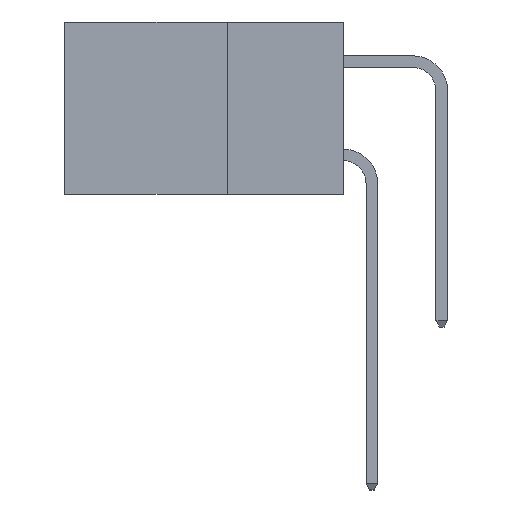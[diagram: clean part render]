
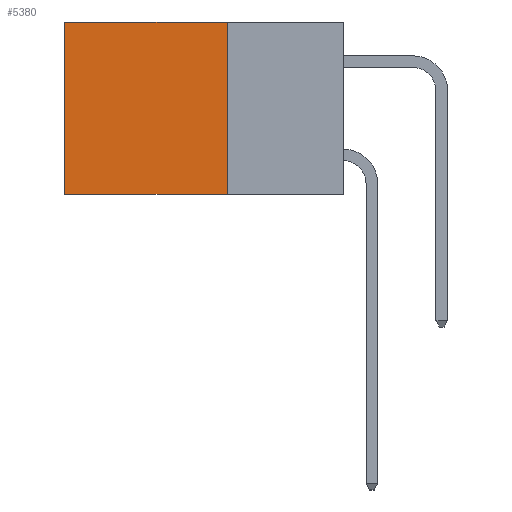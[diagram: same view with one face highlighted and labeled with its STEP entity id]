
A CAD part, left-side view. The second image highlights one B-rep face of the part: STEP entity #5380.
In plain terms, the highlighted planar face has unit normal (-1, 0, 0).
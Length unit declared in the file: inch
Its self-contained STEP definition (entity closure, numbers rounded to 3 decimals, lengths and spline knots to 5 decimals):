
#91 = ORIENTED_EDGE ( 'NONE', *, *, #3585, .T. ) ;
#176 = LINE ( 'NONE', #2259, #12172 ) ;
#182 = LINE ( 'NONE', #7937, #5597 ) ;
#1494 = AXIS2_PLACEMENT_3D ( 'NONE', #1659, #2687, #9739 ) ;
#1544 = VERTEX_POINT ( 'NONE', #10822 ) ;
#1659 = CARTESIAN_POINT ( 'NONE',  ( 0.2615, 0.25, -0.37 ) ) ;
#2259 = CARTESIAN_POINT ( 'NONE',  ( 0.2615, 0.25, 0. ) ) ;
#2687 = DIRECTION ( 'NONE',  ( 1., 0., 0. ) ) ;
#2718 = CARTESIAN_POINT ( 'NONE',  ( 0.2615, 0.25, -0.37 ) ) ;
#3147 = ORIENTED_EDGE ( 'NONE', *, *, #5979, .F. ) ;
#3585 = EDGE_CURVE ( 'NONE', #7080, #4944, #176, .T. ) ;
#4944 = VERTEX_POINT ( 'NONE', #6141 ) ;
#4954 = LINE ( 'NONE', #7170, #12435 ) ;
#5380 = ADVANCED_FACE ( 'NONE', ( #12576 ), #8709, .F. ) ;
#5418 = CARTESIAN_POINT ( 'NONE',  ( 0.2615, 0.25, -0.37 ) ) ;
#5597 = VECTOR ( 'NONE', #5972, 39.37008 ) ;
#5972 = DIRECTION ( 'NONE',  ( 0., 1., 0. ) ) ;
#5979 = EDGE_CURVE ( 'NONE', #7080, #6937, #9529, .T. ) ;
#6141 = CARTESIAN_POINT ( 'NONE',  ( 0.2615, 0.6, 0. ) ) ;
#6432 = DIRECTION ( 'NONE',  ( 0., 0., -1. ) ) ;
#6937 = VERTEX_POINT ( 'NONE', #2718 ) ;
#7080 = VERTEX_POINT ( 'NONE', #10871 ) ;
#7170 = CARTESIAN_POINT ( 'NONE',  ( 0.2615, 0.6, -0.37 ) ) ;
#7508 = ORIENTED_EDGE ( 'NONE', *, *, #10386, .F. ) ;
#7937 = CARTESIAN_POINT ( 'NONE',  ( 0.2615, 0.25, -0.37 ) ) ;
#8165 = DIRECTION ( 'NONE',  ( 0., 0., -1. ) ) ;
#8266 = DIRECTION ( 'NONE',  ( 0., 1., 0. ) ) ;
#8709 = PLANE ( 'NONE',  #1494 ) ;
#8985 = ORIENTED_EDGE ( 'NONE', *, *, #11984, .T. ) ;
#9529 = LINE ( 'NONE', #5418, #11991 ) ;
#9739 = DIRECTION ( 'NONE',  ( 0., 0., -1. ) ) ;
#10386 = EDGE_CURVE ( 'NONE', #6937, #1544, #182, .T. ) ;
#10822 = CARTESIAN_POINT ( 'NONE',  ( 0.2615, 0.6, -0.37 ) ) ;
#10871 = CARTESIAN_POINT ( 'NONE',  ( 0.2615, 0.25, 0. ) ) ;
#11984 = EDGE_CURVE ( 'NONE', #4944, #1544, #4954, .T. ) ;
#11991 = VECTOR ( 'NONE', #6432, 39.37008 ) ;
#12172 = VECTOR ( 'NONE', #8266, 39.37008 ) ;
#12435 = VECTOR ( 'NONE', #8165, 39.37008 ) ;
#12576 = FACE_OUTER_BOUND ( 'NONE', #12706, .T. ) ;
#12706 = EDGE_LOOP ( 'NONE', ( #8985, #7508, #3147, #91 ) ) ;
